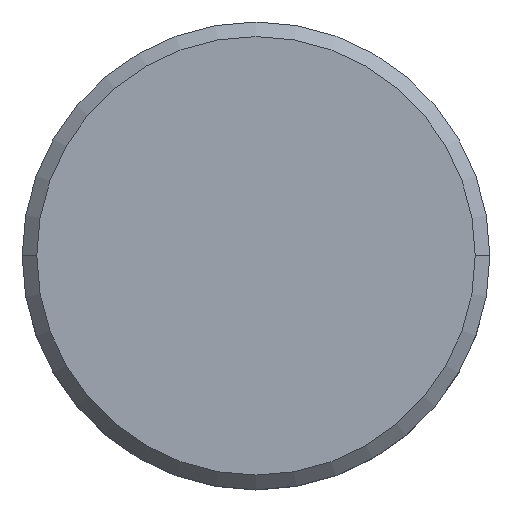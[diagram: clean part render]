
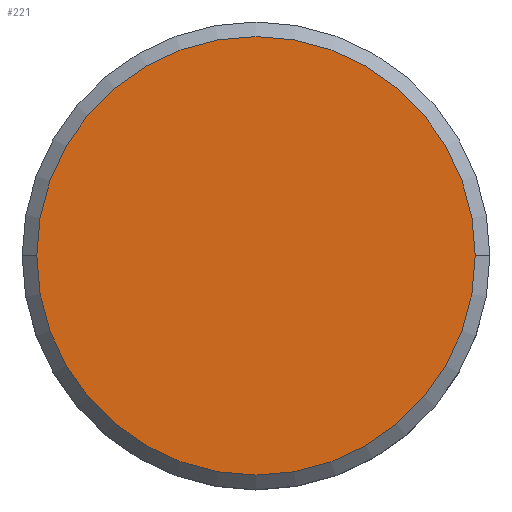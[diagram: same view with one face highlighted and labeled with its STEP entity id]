
A CAD part, top view. The second image highlights one B-rep face of the part: STEP entity #221.
In plain terms, the highlighted planar face has unit normal (0, 0, 1).
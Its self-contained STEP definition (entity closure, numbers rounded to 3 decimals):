
#10 = CARTESIAN_POINT ( 'NONE',  ( 0., 0., 0. ) ) ;
#12 = DIRECTION ( 'NONE',  ( 0., 0., 1. ) ) ;
#26 = EDGE_LOOP ( 'NONE', ( #34, #368 ) ) ;
#34 = ORIENTED_EDGE ( 'NONE', *, *, #422, .T. ) ;
#50 = CARTESIAN_POINT ( 'NONE',  ( -7.5, 0., 0. ) ) ;
#56 = DIRECTION ( 'NONE',  ( 1., 0., 0. ) ) ;
#130 = CIRCLE ( 'NONE', #350, 7.5 ) ;
#160 = VERTEX_POINT ( 'NONE', #224 ) ;
#173 = DIRECTION ( 'NONE',  ( 1., 0., 0. ) ) ;
#180 = AXIS2_PLACEMENT_3D ( 'NONE', #202, #12, #56 ) ;
#183 = PLANE ( 'NONE',  #195 ) ;
#195 = AXIS2_PLACEMENT_3D ( 'NONE', #10, #327, #290 ) ;
#202 = CARTESIAN_POINT ( 'NONE',  ( 0., 0., 0. ) ) ;
#221 = ADVANCED_FACE ( 'NONE', ( #253 ), #183, .T. ) ;
#224 = CARTESIAN_POINT ( 'NONE',  ( 7.5, 0., 0. ) ) ;
#246 = CARTESIAN_POINT ( 'NONE',  ( 0., 0., 0. ) ) ;
#251 = CIRCLE ( 'NONE', #180, 7.5 ) ;
#253 = FACE_OUTER_BOUND ( 'NONE', #26, .T. ) ;
#290 = DIRECTION ( 'NONE',  ( 1., 0., 0. ) ) ;
#327 = DIRECTION ( 'NONE',  ( 0., 0., 1. ) ) ;
#330 = EDGE_CURVE ( 'NONE', #160, #407, #251, .T. ) ;
#350 = AXIS2_PLACEMENT_3D ( 'NONE', #246, #386, #173 ) ;
#368 = ORIENTED_EDGE ( 'NONE', *, *, #330, .T. ) ;
#386 = DIRECTION ( 'NONE',  ( 0., 0., 1. ) ) ;
#407 = VERTEX_POINT ( 'NONE', #50 ) ;
#422 = EDGE_CURVE ( 'NONE', #407, #160, #130, .T. ) ;
